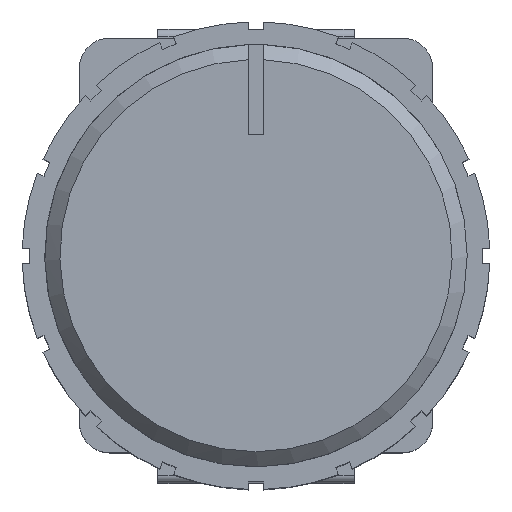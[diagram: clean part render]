
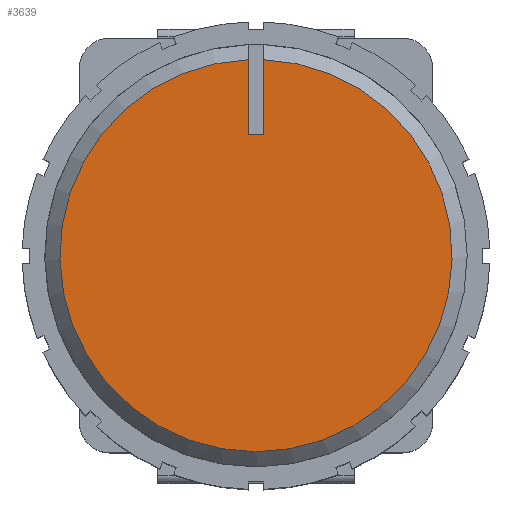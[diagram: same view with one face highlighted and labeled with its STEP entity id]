
A CAD part, top view. The second image highlights one B-rep face of the part: STEP entity #3639.
In plain terms, the highlighted planar face has unit normal (0, 0, 1).
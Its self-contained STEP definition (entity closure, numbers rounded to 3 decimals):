
#142=PLANE('',#3952);
#332=FACE_OUTER_BOUND('',#543,.T.);
#543=EDGE_LOOP('',(#3031,#3032,#3033,#3034));
#692=LINE('',#5359,#1096);
#697=LINE('',#5368,#1101);
#698=LINE('',#5370,#1102);
#1096=VECTOR('',#4322,10.);
#1101=VECTOR('',#4329,10.);
#1102=VECTOR('',#4332,10.);
#1476=CIRCLE('',#3840,6.5);
#1618=VERTEX_POINT('',#5343);
#1619=VERTEX_POINT('',#5345);
#1623=VERTEX_POINT('',#5358);
#1626=VERTEX_POINT('',#5366);
#1997=EDGE_CURVE('',#1618,#1619,#1476,.T.);
#2004=EDGE_CURVE('',#1623,#1619,#692,.T.);
#2009=EDGE_CURVE('',#1618,#1626,#697,.T.);
#2010=EDGE_CURVE('',#1626,#1623,#698,.T.);
#3031=ORIENTED_EDGE('',*,*,#1997,.F.);
#3032=ORIENTED_EDGE('',*,*,#2009,.T.);
#3033=ORIENTED_EDGE('',*,*,#2010,.T.);
#3034=ORIENTED_EDGE('',*,*,#2004,.T.);
#3639=ADVANCED_FACE('',(#332),#142,.T.);
#3840=AXIS2_PLACEMENT_3D('',#5346,#4306,#4307);
#3952=AXIS2_PLACEMENT_3D('',#5766,#4701,#4702);
#4306=DIRECTION('center_axis',(0.,0.,-1.));
#4307=DIRECTION('ref_axis',(-1.,0.,0.));
#4322=DIRECTION('',(0.,1.,0.));
#4329=DIRECTION('',(0.,-1.,0.));
#4332=DIRECTION('',(-1.,0.,0.));
#4701=DIRECTION('center_axis',(0.,0.,1.));
#4702=DIRECTION('ref_axis',(-1.,0.,0.));
#5343=CARTESIAN_POINT('',(0.25,6.12,28.85));
#5345=CARTESIAN_POINT('',(-0.25,6.12,28.85));
#5346=CARTESIAN_POINT('Origin',(0.,-0.375,28.85));
#5358=CARTESIAN_POINT('',(-0.25,3.625,28.85));
#5359=CARTESIAN_POINT('',(-0.25,1.625,28.85));
#5366=CARTESIAN_POINT('',(0.25,3.625,28.85));
#5368=CARTESIAN_POINT('',(0.25,3.123,28.85));
#5370=CARTESIAN_POINT('',(0.125,3.625,28.85));
#5766=CARTESIAN_POINT('Origin',(0.,-0.375,28.85));
